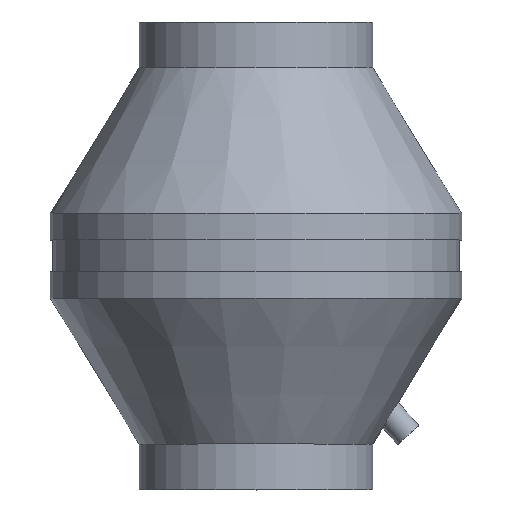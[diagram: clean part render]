
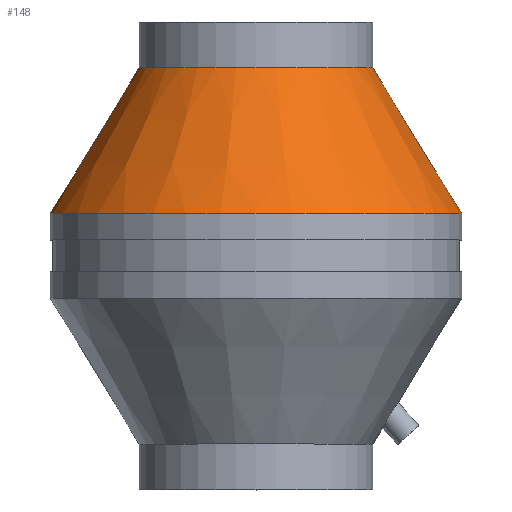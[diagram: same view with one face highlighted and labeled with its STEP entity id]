
A CAD part, top view. The second image highlights one B-rep face of the part: STEP entity #148.
In plain terms, the highlighted conical face has half-angle 31.412 degrees and reference radius 180.5 mm.
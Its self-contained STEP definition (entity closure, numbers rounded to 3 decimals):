
#148 = ADVANCED_FACE( '', ( #323, #324 ), #325, .T. );
#323 = FACE_BOUND( '', #498, .T. );
#324 = FACE_OUTER_BOUND( '', #499, .T. );
#325 = CONICAL_SURFACE( '', #500, 180.5, 0.548 );
#498 = EDGE_LOOP( '', ( #871 ) );
#499 = EDGE_LOOP( '', ( #872 ) );
#500 = AXIS2_PLACEMENT_3D( '', #873, #874, #875 );
#871 = ORIENTED_EDGE( '', *, *, #1065, .T. );
#872 = ORIENTED_EDGE( '', *, *, #1044, .F. );
#873 = CARTESIAN_POINT( '', ( 0., 242.274, 0. ) );
#874 = DIRECTION( '', ( 0., -1., 0. ) );
#875 = DIRECTION( '', ( 0., 0., -1. ) );
#1044 = EDGE_CURVE( '', #1270, #1270, #1271, .T. );
#1065 = EDGE_CURVE( '', #1298, #1298, #1299, .T. );
#1270 = VERTEX_POINT( '', #1921 );
#1271 = CIRCLE( '', #1922, 180.5 );
#1298 = VERTEX_POINT( '', #1956 );
#1299 = CIRCLE( '', #1957, 102.5 );
#1921 = CARTESIAN_POINT( '', ( 0., 242.274, -180.5 ) );
#1922 = AXIS2_PLACEMENT_3D( '', #2151, #2152, #2153 );
#1956 = CARTESIAN_POINT( '', ( 0., 370., -102.5 ) );
#1957 = AXIS2_PLACEMENT_3D( '', #2182, #2183, #2184 );
#2151 = CARTESIAN_POINT( '', ( 0., 242.274, 0. ) );
#2152 = DIRECTION( '', ( 0., -1., 0. ) );
#2153 = DIRECTION( '', ( 0., 0., -1. ) );
#2182 = CARTESIAN_POINT( '', ( 0., 370., 0. ) );
#2183 = DIRECTION( '', ( 0., -1., 0. ) );
#2184 = DIRECTION( '', ( 0., 0., -1. ) );
